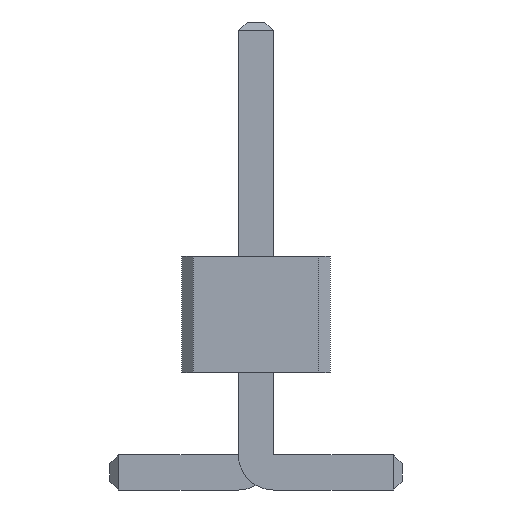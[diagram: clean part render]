
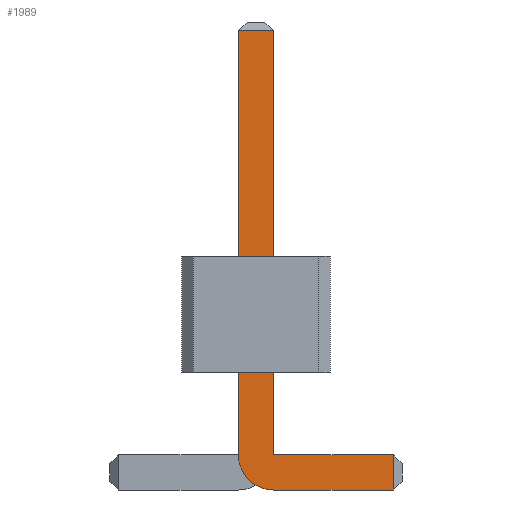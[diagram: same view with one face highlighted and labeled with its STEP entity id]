
A CAD part, front view. The second image highlights one B-rep face of the part: STEP entity #1989.
In plain terms, the highlighted planar face has unit normal (0, -1, 0).
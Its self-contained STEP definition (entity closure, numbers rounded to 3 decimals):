
#13=DIRECTION('',(0.,0.,1.));
#67=DIRECTION('',(1.,0.,0.));
#839=VECTOR('',#67,1.);
#850=DIRECTION('',(0.,1.,0.));
#892=DIRECTION('',(-1.,0.,0.));
#1793=VECTOR('',#892,1.);
#1801=DIRECTION('',(-0.,1.,0.));
#1802=DIRECTION('',(0.,0.,-1.));
#1809=VECTOR('',#1810,1.);
#1810=DIRECTION('',(0.,0.,1.));
#1821=VECTOR('',#1802,1.);
#1839=VERTEX_POINT('',#1840);
#1840=CARTESIAN_POINT('',(1.175,-6.65,0.));
#1843=ORIENTED_EDGE('',*,*,#1844,.T.);
#1844=EDGE_CURVE('',#1839,#1845,#1847,.T.);
#1845=VERTEX_POINT('',#1846);
#1846=CARTESIAN_POINT('',(0.15,-6.65,0.));
#1847=LINE('',#1848,#1793);
#1848=CARTESIAN_POINT('',(1.25,-6.65,0.));
#1885=VERTEX_POINT('',#1886);
#1886=CARTESIAN_POINT('',(-0.15,-6.65,0.3));
#1889=EDGE_CURVE('',#1845,#1885,#1890,.T.);
#1890=CIRCLE('',#1891,0.3);
#1891=AXIS2_PLACEMENT_3D('',#1892,#1801,#1802);
#1892=CARTESIAN_POINT('',(0.15,-6.65,0.3));
#1901=VERTEX_POINT('',#1892);
#1903=ORIENTED_EDGE('',*,*,#1904,.T.);
#1904=EDGE_CURVE('',#1901,#1905,#1907,.T.);
#1905=VERTEX_POINT('',#1906);
#1906=CARTESIAN_POINT('',(1.175,-6.65,0.3));
#1907=LINE('',#1892,#839);
#1917=ORIENTED_EDGE('',*,*,#1918,.T.);
#1918=EDGE_CURVE('',#1885,#1919,#1921,.T.);
#1919=VERTEX_POINT('',#1920);
#1920=CARTESIAN_POINT('',(-0.15,-6.65,3.925));
#1921=LINE('',#1922,#1809);
#1922=CARTESIAN_POINT('',(-0.15,-6.65,0.));
#1935=VERTEX_POINT('',#1936);
#1936=CARTESIAN_POINT('',(0.15,-6.65,3.925));
#1938=ORIENTED_EDGE('',*,*,#1939,.T.);
#1939=EDGE_CURVE('',#1935,#1901,#1940,.T.);
#1940=LINE('',#1941,#1821);
#1941=CARTESIAN_POINT('',(0.15,-6.65,4.));
#1989=ADVANCED_FACE('',(#1990),#1999,.F.);
#1990=FACE_BOUND('',#1991,.F.);
#1991=EDGE_LOOP('',(#1843,#1992,#1917,#1993,#1938,#1903,#1996));
#1992=ORIENTED_EDGE('',*,*,#1889,.T.);
#1993=ORIENTED_EDGE('',*,*,#1994,.T.);
#1994=EDGE_CURVE('',#1919,#1935,#1995,.T.);
#1995=LINE('',#1920,#839);
#1996=ORIENTED_EDGE('',*,*,#1997,.T.);
#1997=EDGE_CURVE('',#1905,#1839,#1998,.T.);
#1998=LINE('',#1906,#1821);
#1999=PLANE('',#2000);
#2000=AXIS2_PLACEMENT_3D('',#2001,#850,#13);
#2001=CARTESIAN_POINT('',(0.173,-6.65,1.623));
